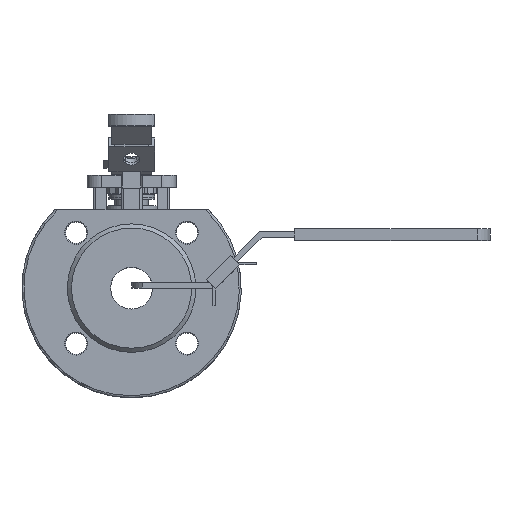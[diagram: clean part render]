
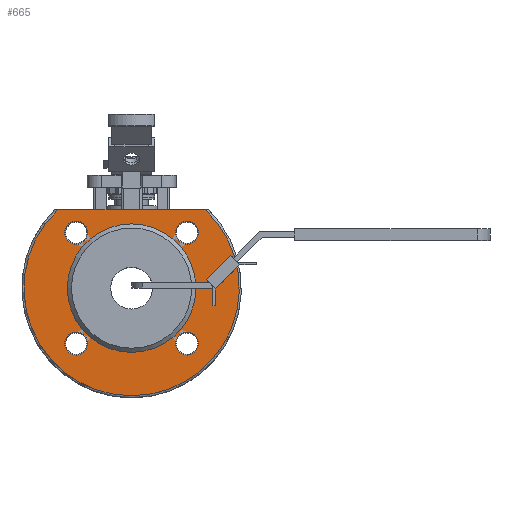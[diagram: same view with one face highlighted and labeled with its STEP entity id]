
A CAD part, top view. The second image highlights one B-rep face of the part: STEP entity #665.
In plain terms, the highlighted planar face has unit normal (0, 0, 1).
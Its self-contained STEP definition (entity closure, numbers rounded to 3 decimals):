
#665 = ADVANCED_FACE( '', ( #1516, #1517, #1518, #1519, #1520, #1521 ), #1522, .T. );
#1516 = FACE_OUTER_BOUND( '', #2582, .T. );
#1517 = FACE_BOUND( '', #2583, .T. );
#1518 = FACE_BOUND( '', #2584, .T. );
#1519 = FACE_BOUND( '', #2585, .T. );
#1520 = FACE_BOUND( '', #2586, .T. );
#1521 = FACE_BOUND( '', #2587, .T. );
#1522 = PLANE( '', #2588 );
#2582 = EDGE_LOOP( '', ( #4324, #4325 ) );
#2583 = EDGE_LOOP( '', ( #4326 ) );
#2584 = EDGE_LOOP( '', ( #4327 ) );
#2585 = EDGE_LOOP( '', ( #4328 ) );
#2586 = EDGE_LOOP( '', ( #4329 ) );
#2587 = EDGE_LOOP( '', ( #4330 ) );
#2588 = AXIS2_PLACEMENT_3D( '', #4331, #4332, #4333 );
#4324 = ORIENTED_EDGE( '', *, *, #6518, .T. );
#4325 = ORIENTED_EDGE( '', *, *, #6519, .F. );
#4326 = ORIENTED_EDGE( '', *, *, #6419, .F. );
#4327 = ORIENTED_EDGE( '', *, *, #6520, .T. );
#4328 = ORIENTED_EDGE( '', *, *, #6521, .F. );
#4329 = ORIENTED_EDGE( '', *, *, #6522, .F. );
#4330 = ORIENTED_EDGE( '', *, *, #6053, .F. );
#4331 = CARTESIAN_POINT( '', ( 0., 0., 7.15 ) );
#4332 = DIRECTION( '', ( 0., 0., 1. ) );
#4333 = DIRECTION( '', ( 1., 0., 0. ) );
#6053 = EDGE_CURVE( '', #7218, #7218, #7219, .T. );
#6419 = EDGE_CURVE( '', #7816, #7816, #7817, .T. );
#6518 = EDGE_CURVE( '', #7969, #7970, #7971, .T. );
#6519 = EDGE_CURVE( '', #7969, #7970, #7972, .T. );
#6520 = EDGE_CURVE( '', #7973, #7973, #7974, .T. );
#6521 = EDGE_CURVE( '', #7975, #7975, #7976, .T. );
#6522 = EDGE_CURVE( '', #7977, #7977, #7978, .T. );
#7218 = VERTEX_POINT( '', #8885 );
#7219 = CIRCLE( '', #8886, 5.5 );
#7816 = VERTEX_POINT( '', #9907 );
#7817 = CIRCLE( '', #9908, 5.5 );
#7969 = VERTEX_POINT( '', #10138 );
#7970 = VERTEX_POINT( '', #10139 );
#7971 = CIRCLE( '', #10140, 51.5 );
#7972 = LINE( '', #10141, #10142 );
#7973 = VERTEX_POINT( '', #10143 );
#7974 = CIRCLE( '', #10144, 30.75 );
#7975 = VERTEX_POINT( '', #10145 );
#7976 = CIRCLE( '', #10146, 5.5 );
#7977 = VERTEX_POINT( '', #10147 );
#7978 = CIRCLE( '', #10148, 5.5 );
#8885 = CARTESIAN_POINT( '', ( 32.017, 26.517, 7.15 ) );
#8886 = AXIS2_PLACEMENT_3D( '', #11434, #11435, #11436 );
#9907 = CARTESIAN_POINT( '', ( -21.017, -26.517, 7.15 ) );
#9908 = AXIS2_PLACEMENT_3D( '', #11798, #11799, #11800 );
#10138 = CARTESIAN_POINT( '', ( -35.299, 37.5, 7.15 ) );
#10139 = CARTESIAN_POINT( '', ( 35.299, 37.5, 7.15 ) );
#10140 = AXIS2_PLACEMENT_3D( '', #11906, #11907, #11908 );
#10141 = CARTESIAN_POINT( '', ( 0., 37.5, 7.15 ) );
#10142 = VECTOR( '', #11909, 1000. );
#10143 = CARTESIAN_POINT( '', ( -30.75, 0., 7.15 ) );
#10144 = AXIS2_PLACEMENT_3D( '', #11910, #11911, #11912 );
#10145 = CARTESIAN_POINT( '', ( 32.017, -26.517, 7.15 ) );
#10146 = AXIS2_PLACEMENT_3D( '', #11913, #11914, #11915 );
#10147 = CARTESIAN_POINT( '', ( -21.017, 26.517, 7.15 ) );
#10148 = AXIS2_PLACEMENT_3D( '', #11916, #11917, #11918 );
#11434 = CARTESIAN_POINT( '', ( 26.517, 26.517, 7.15 ) );
#11435 = DIRECTION( '', ( 0., 0., 1. ) );
#11436 = DIRECTION( '', ( 1., 0., 0. ) );
#11798 = CARTESIAN_POINT( '', ( -26.517, -26.517, 7.15 ) );
#11799 = DIRECTION( '', ( 0., 0., 1. ) );
#11800 = DIRECTION( '', ( 1., 0., 0. ) );
#11906 = CARTESIAN_POINT( '', ( 0., 0., 7.15 ) );
#11907 = DIRECTION( '', ( 0., 0., 1. ) );
#11908 = DIRECTION( '', ( 1., 0., 0. ) );
#11909 = DIRECTION( '', ( 1., 0., 0. ) );
#11910 = CARTESIAN_POINT( '', ( 0., 0., 7.15 ) );
#11911 = DIRECTION( '', ( 0., 0., -1. ) );
#11912 = DIRECTION( '', ( -1., 0., 0. ) );
#11913 = CARTESIAN_POINT( '', ( 26.517, -26.517, 7.15 ) );
#11914 = DIRECTION( '', ( 0., 0., 1. ) );
#11915 = DIRECTION( '', ( 1., 0., 0. ) );
#11916 = CARTESIAN_POINT( '', ( -26.517, 26.517, 7.15 ) );
#11917 = DIRECTION( '', ( 0., 0., 1. ) );
#11918 = DIRECTION( '', ( 1., 0., 0. ) );
